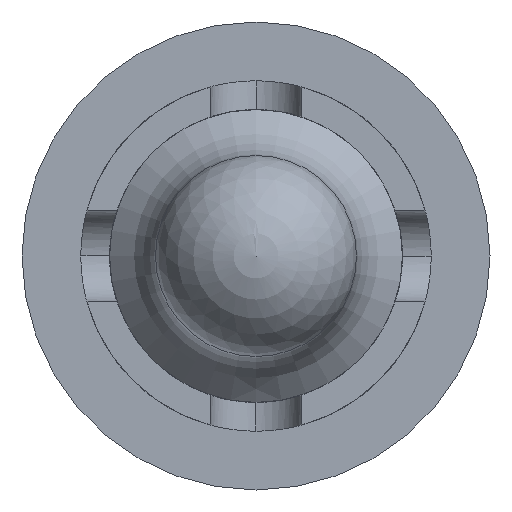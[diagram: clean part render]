
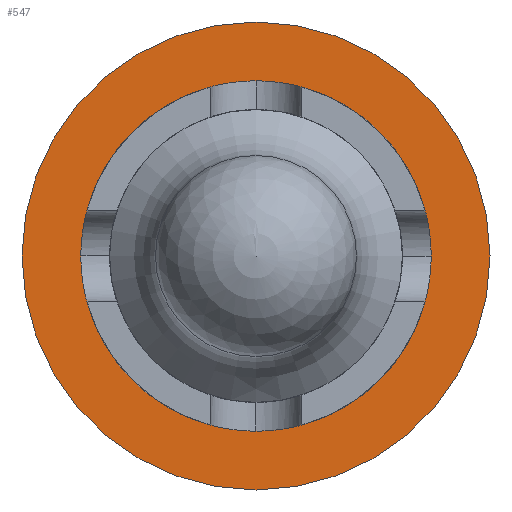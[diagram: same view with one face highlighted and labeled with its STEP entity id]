
A CAD part, front view. The second image highlights one B-rep face of the part: STEP entity #547.
In plain terms, the highlighted planar face has unit normal (0, -1, 0).
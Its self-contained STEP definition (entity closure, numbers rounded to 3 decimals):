
#15=FACE_BOUND('',#99,.T.);
#22=PLANE('',#614);
#65=FACE_OUTER_BOUND('',#98,.T.);
#98=EDGE_LOOP('',(#444));
#99=EDGE_LOOP('',(#445));
#213=CIRCLE('',#596,8.15);
#219=CIRCLE('',#604,6.1);
#233=VERTEX_POINT('',#812);
#255=VERTEX_POINT('',#932);
#289=EDGE_CURVE('',#233,#233,#213,.T.);
#313=EDGE_CURVE('',#255,#255,#219,.T.);
#444=ORIENTED_EDGE('',*,*,#289,.F.);
#445=ORIENTED_EDGE('',*,*,#313,.F.);
#547=ADVANCED_FACE('',(#65,#15),#22,.F.);
#596=AXIS2_PLACEMENT_3D('',#813,#670,#671);
#604=AXIS2_PLACEMENT_3D('',#933,#696,#697);
#614=AXIS2_PLACEMENT_3D('',#1060,#733,#734);
#670=DIRECTION('center_axis',(0.,1.,0.));
#671=DIRECTION('ref_axis',(0.,0.,1.));
#696=DIRECTION('center_axis',(0.,-1.,0.));
#697=DIRECTION('ref_axis',(0.,0.,-1.));
#733=DIRECTION('center_axis',(0.,1.,0.));
#734=DIRECTION('ref_axis',(0.,0.,1.));
#812=CARTESIAN_POINT('',(0.,0.,8.15));
#813=CARTESIAN_POINT('Origin',(0.,0.,0.));
#932=CARTESIAN_POINT('',(0.,0.,-6.1));
#933=CARTESIAN_POINT('Origin',(0.,0.,0.));
#1060=CARTESIAN_POINT('Origin',(0.,0.,0.));
